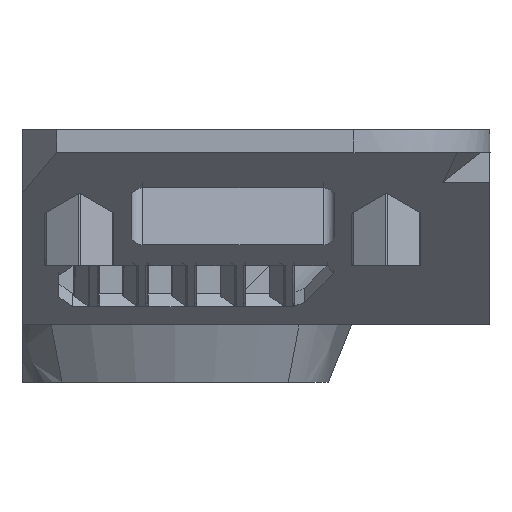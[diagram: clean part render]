
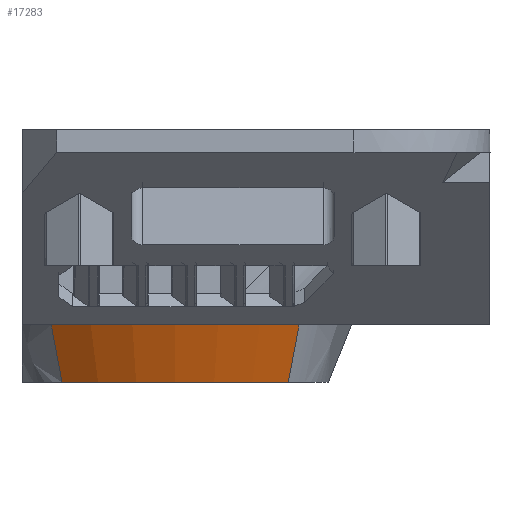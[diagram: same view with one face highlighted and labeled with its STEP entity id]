
A CAD part, left-side view. The second image highlights one B-rep face of the part: STEP entity #17283.
In plain terms, the highlighted conical face has half-angle 21.801 degrees and reference radius 21.869 mm.
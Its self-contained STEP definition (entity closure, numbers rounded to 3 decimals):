
#22=CONICAL_SURFACE('',#18328,21.869,0.381);
#1097=CIRCLE('',#17407,20.869);
#1198=CIRCLE('',#17546,22.869);
#2462=FACE_OUTER_BOUND('',#3391,.T.);
#3391=EDGE_LOOP('',(#15888,#15889,#15890,#15891));
#4573=LINE('',#31728,#6114);
#4936=LINE('',#34016,#6477);
#6114=VECTOR('',#21153,10.);
#6477=VECTOR('',#21920,10.);
#6585=VERTEX_POINT('',#22279);
#6586=VERTEX_POINT('',#22290);
#7011=VERTEX_POINT('',#25484);
#7012=VERTEX_POINT('',#25489);
#8356=EDGE_CURVE('',#6585,#6586,#1097,.T.);
#8836=EDGE_CURVE('',#7011,#7012,#1198,.T.);
#10362=EDGE_CURVE('',#7011,#6586,#4573,.T.);
#10791=EDGE_CURVE('',#6585,#7012,#4936,.T.);
#15888=ORIENTED_EDGE('',*,*,#10791,.T.);
#15889=ORIENTED_EDGE('',*,*,#8836,.F.);
#15890=ORIENTED_EDGE('',*,*,#10362,.T.);
#15891=ORIENTED_EDGE('',*,*,#8356,.F.);
#17283=ADVANCED_FACE('',(#2462),#22,.T.);
#17407=AXIS2_PLACEMENT_3D('',#22291,#18640,#18641);
#17546=AXIS2_PLACEMENT_3D('',#25490,#19144,#19145);
#18328=AXIS2_PLACEMENT_3D('',#34017,#21921,#21922);
#18640=DIRECTION('center_axis',(0.,0.,
-1.));
#18641=DIRECTION('ref_axis',(-0.882,-0.471,0.));
#19144=DIRECTION('center_axis',(0.,0.,
1.));
#19145=DIRECTION('ref_axis',(-0.882,-0.471,0.));
#21153=DIRECTION('',(0.328,-0.175,-0.928));
#21920=DIRECTION('',(-0.328,-0.175,0.928));
#21921=DIRECTION('center_axis',(0.,0.,
1.));
#21922=DIRECTION('ref_axis',(-0.882,-0.471,0.));
#22279=CARTESIAN_POINT('',(-31.526,101.023,-20.638));
#22290=CARTESIAN_POINT('',(-31.526,120.691,-20.638));
#22291=CARTESIAN_POINT('Origin',(-13.119,110.857,-20.638));
#25484=CARTESIAN_POINT('',(-33.29,121.633,-15.638));
#25489=CARTESIAN_POINT('',(-33.29,100.081,-15.638));
#25490=CARTESIAN_POINT('Origin',(-13.119,110.857,-15.638));
#31728=CARTESIAN_POINT('',(-33.29,121.633,-15.638));
#34016=CARTESIAN_POINT('',(-31.526,101.023,-20.638));
#34017=CARTESIAN_POINT('Origin',(-13.119,110.857,-18.138));
